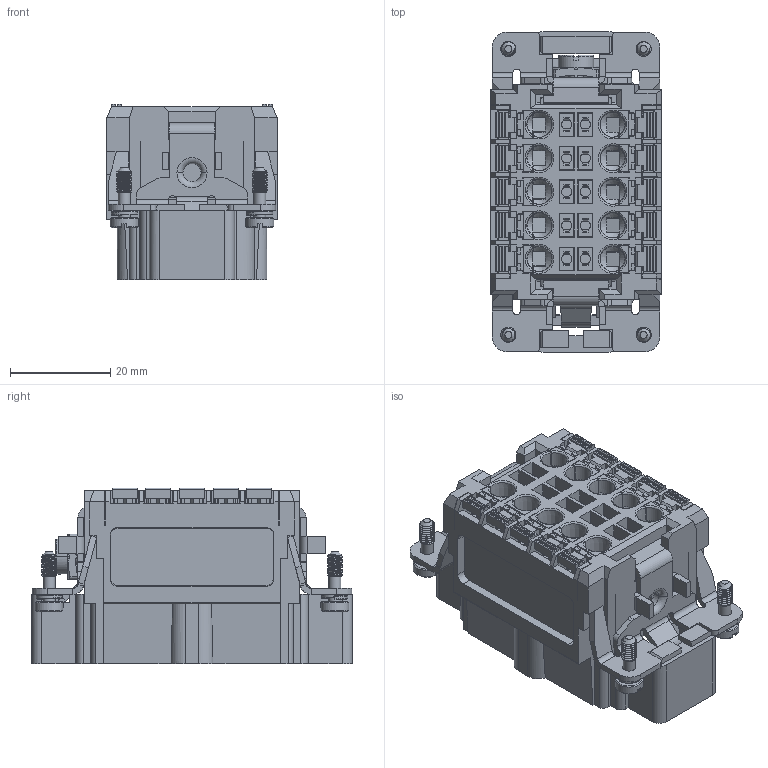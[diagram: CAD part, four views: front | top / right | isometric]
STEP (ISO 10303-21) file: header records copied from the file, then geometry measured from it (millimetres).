
FILE_DESCRIPTION(/* description */ (''),/* implementation_level */ '2;1');
FILE_NAME(/* name */ 'HE-010-MQ P.stp',/* time_stamp */ '2023-08-10T20:28:11+08:00',/* author */ (''),/* organization */ (''),/* preprocessor_version */ 'ST-DEVELOPER v18.1',/* originating_system */ 'SIEMENS PLM Software NX 1980',/* authorisation */ '');
FILE_SCHEMA (('INTEGRATED_CNC_SCHEMA','AP242_MANAGED_MODEL_BASED_3D_ENGINEERING_MIM_LF { 1 0 10303 442 1 1 4 }'));
Products named in the file (1): _model1
Bounding box: 34 x 64 x 35.1 mm (x, y, z)
Volume: 27085.5 mm3; surface area: 37801.9 mm2
Topology: 10 solids, 10 shells, 4467 faces, 12649 edges, 8147 vertices
Faces by surface type: plane 3117, cylinder 842, cone 171, torus 168, bspline 121, sphere 48
Full cylindrical faces by diameter (mm): 1.45 x10, 2.4 x4, 2.5 x10, 2.7 x10, 3.2 x10, 3.4 x10, 5.6 x4
Entity records: 176546 total; most frequent: CARTESIAN_POINT 45426, ORIENTED_EDGE 24894, DIRECTION 22010, EDGE_CURVE 12447, LINE 9408, VECTOR 9408, VERTEX_POINT 8091, AXIS2_PLACEMENT_3D 6301
